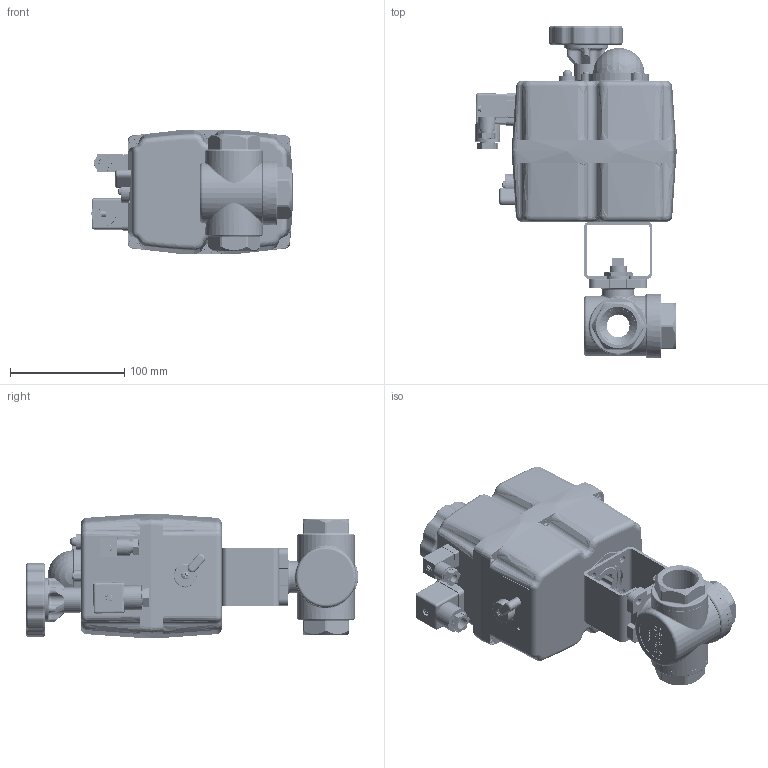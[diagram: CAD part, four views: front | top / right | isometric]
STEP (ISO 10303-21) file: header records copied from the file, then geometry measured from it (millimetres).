
FILE_DESCRIPTION (( 'STEP AP214' ), '1' );
FILE_NAME ('3W-100-000-4 EA35 BKF0505 heco step214.STEP', '2013-04-11T10:01:23', ( 'test' ), ( '' ), 'SwSTEP 2.0', 'SolidWorks 2011', '' );
FILE_SCHEMA (( 'AUTOMOTIVE_DESIGN' ));
Length unit declared in the file: millimetre
Products named in the file (1): 3W-100-000-4 EA35 BKF0505 heco step214
Bounding box: 175.85 x 290 x 108.76 mm (x, y, z)
Volume: 733573.9 mm3; surface area: 329339.9 mm2
Topology: 57 solids, 57 shells, 4078 faces, 9982 edges, 6134 vertices
Faces by surface type: plane 1437, cylinder 1028, cone 599, torus 468, bspline 420, sphere 126
Full cylindrical faces by diameter (mm): 1.5 x10, 1.8 x2, 2 x2, 2.5 x8, 3 x46, 3.5 x13, 3.55 x4, 3.75 x2, 3.8 x1, 3.9 x8, 3.96 x8, 4 x38, 4.25 x2, 4.5 x8, 4.7 x4, 4.9 x2, 5 x16, 5.7 x3, 6 x3, 6.4 x4, 6.5 x16, 7 x9, 7.5 x8, 8 x9, 8.05 x1, 8.1 x1, 9 x2, 10 x5, 10.2 x1, 10.5 x1
Entity records: 208908 total; most frequent: CARTESIAN_POINT 74843, DIRECTION 18030, ORIENTED_EDGE 17320, EDGE_CURVE 8660, AXIS2_PLACEMENT_3D 7099, VERTEX_POINT 5888, EDGE_LOOP 5458, FACE_OUTER_BOUND 4497
